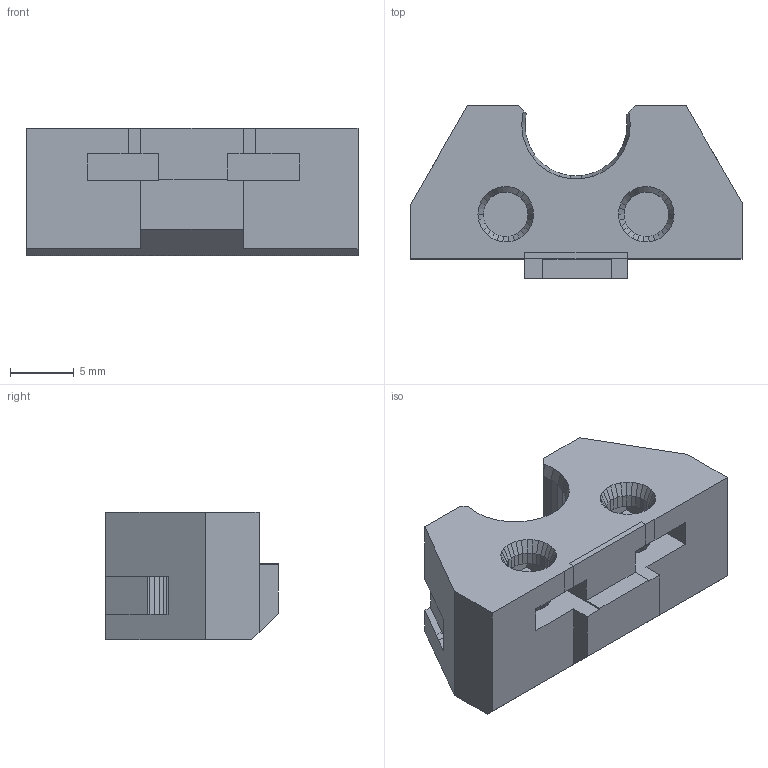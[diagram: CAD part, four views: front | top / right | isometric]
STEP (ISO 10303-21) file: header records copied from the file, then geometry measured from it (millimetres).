
FILE_DESCRIPTION(('FreeCAD Model'),'2;1');
FILE_NAME('y-holder-front.step','2018-01-11T22:44:24',('Author'),(''), 'Open CASCADE STEP processor 6.8','FreeCAD','Unknown');
FILE_SCHEMA(('AUTOMOTIVE_DESIGN_CC2 { 1 2 10303 214 -1 1 5 4 }'));
Length unit declared in the file: millimetre
Products named in the file (1): difference002
Bounding box: 26 x 13.5 x 10 mm (x, y, z)
Volume: 2015.6 mm3; surface area: 1747.4 mm2
Topology: 1 solids, 1 shells, 358 faces, 966 edges, 604 vertices
Faces by surface type: plane 241, bspline 117
Entity records: 25651 total; most frequent: CARTESIAN_POINT 17534, ORIENTED_EDGE 1932, DIRECTION 1211, EDGE_CURVE 966, LINE 727, VECTOR 727, VERTEX_POINT 604, FACE_BOUND 364
